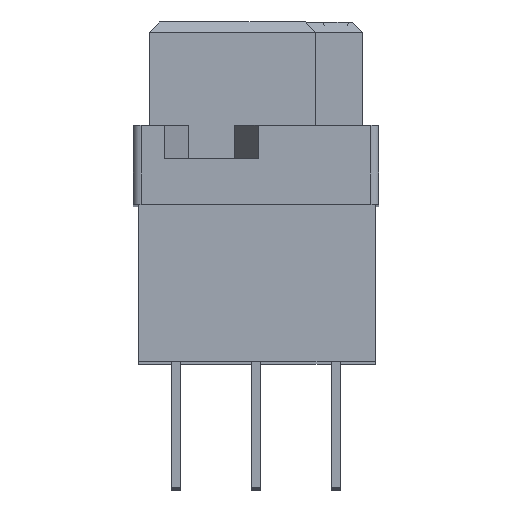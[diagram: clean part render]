
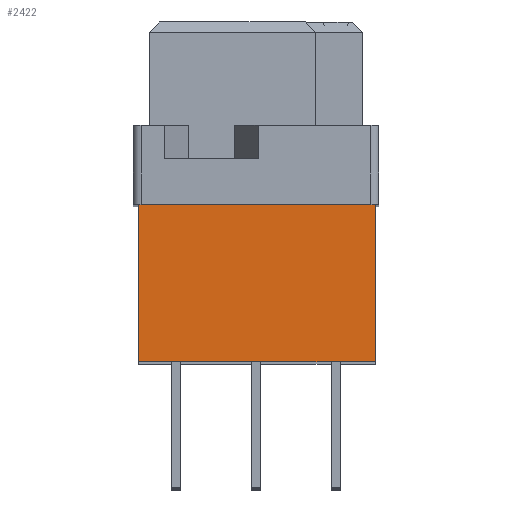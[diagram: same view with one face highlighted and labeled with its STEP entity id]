
A CAD part, top view. The second image highlights one B-rep face of the part: STEP entity #2422.
In plain terms, the highlighted planar face has unit normal (0, 0, 1).
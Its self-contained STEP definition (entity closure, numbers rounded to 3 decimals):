
#2422=ADVANCED_FACE('',(#3468),#2945,.T.);
#2945=PLANE('',#12192);
#3468=FACE_OUTER_BOUND('',#4050,.T.);
#4050=EDGE_LOOP('',(#6430,#6431,#6432,#6433));
#6430=ORIENTED_EDGE('',*,*,#8784,.T.);
#6431=ORIENTED_EDGE('',*,*,#8783,.F.);
#6432=ORIENTED_EDGE('',*,*,#8785,.T.);
#6433=ORIENTED_EDGE('',*,*,#8786,.F.);
#7510=VERTEX_POINT('',#17182);
#7511=VERTEX_POINT('',#17184);
#7512=VERTEX_POINT('',#17188);
#7513=VERTEX_POINT('',#17190);
#8783=EDGE_CURVE('',#7511,#7510,#10051,.T.);
#8784=EDGE_CURVE('',#7512,#7510,#10052,.T.);
#8785=EDGE_CURVE('',#7511,#7513,#10053,.T.);
#8786=EDGE_CURVE('',#7512,#7513,#10054,.T.);
#10051=LINE('',#17185,#11319);
#10052=LINE('',#17187,#11320);
#10053=LINE('',#17189,#11321);
#10054=LINE('',#17191,#11322);
#11319=VECTOR('',#14512,1.);
#11320=VECTOR('',#14515,1.);
#11321=VECTOR('',#14516,1.);
#11322=VECTOR('',#14517,1.);
#12192=AXIS2_PLACEMENT_3D('',#17192,#14518,#14519);
#14512=DIRECTION('',(1.,0.,0.));
#14515=DIRECTION('',(0.,1.,0.));
#14516=DIRECTION('',(0.,-1.,0.));
#14517=DIRECTION('',(-1.,0.,0.));
#14518=DIRECTION('',(0.,0.,1.));
#14519=DIRECTION('',(0.,1.,0.));
#17182=CARTESIAN_POINT('',(15.375,0.,89.4));
#17184=CARTESIAN_POINT('',(0.325,0.,89.4));
#17185=CARTESIAN_POINT('',(0.325,0.,89.4));
#17187=CARTESIAN_POINT('',(15.375,-10.,89.4));
#17188=CARTESIAN_POINT('',(15.375,-10.,89.4));
#17189=CARTESIAN_POINT('',(0.325,0.,89.4));
#17190=CARTESIAN_POINT('',(0.325,-10.,89.4));
#17191=CARTESIAN_POINT('',(15.375,-10.,89.4));
#17192=CARTESIAN_POINT('',(15.375,-10.,89.4));
